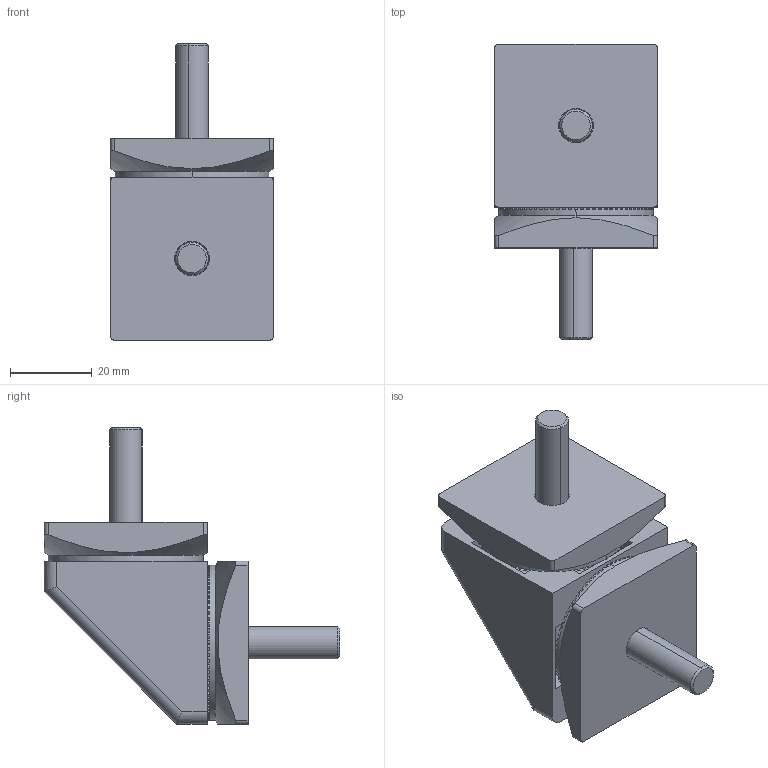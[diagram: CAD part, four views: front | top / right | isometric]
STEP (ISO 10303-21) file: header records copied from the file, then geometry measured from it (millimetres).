
FILE_DESCRIPTION (( 'STEP AP214' ), '1' );
FILE_NAME ('B162 Ïëàñòèêîâûé ïîâîðîòíûé òðåóãîëüíûé øàðíèð 40õ40.STEP', '2026-02-23T20:10:10', ( '' ), ( '' ), 'SwSTEP 2.0', 'SolidWorks 2026', '' );
FILE_SCHEMA (( 'AUTOMOTIVE_DESIGN' ));
Length unit declared in the file: millimetre
Products named in the file (5): B162 Пластиковый поворотный треугольный шарнир 40х40; B162 Соед.часть_00; B162 Винт с большей головкой_00; B162 Винт с меньшей головкой_00; B162 Угол_00
Assembly tree (5 placements, depth 2):
  B162 Пластиковый поворотный треугольный шарнир 40х40
    B162 Угол_00
    B162 Винт с меньшей головкой_00
    B162 Винт с большей головкой_00
    B162 Соед.часть_00  x2
Bounding box: 40 x 72.5 x 72.7 mm (x, y, z)
Volume: 61574 mm3; surface area: 24301.7 mm2
Topology: 5 solids, 5 shells, 777 faces, 2252 edges, 1496 vertices
Faces by surface type: plane 729, cylinder 40, cone 8
Entity records: 14420 total; most frequent: CARTESIAN_POINT 2621, DIRECTION 2474, ORIENTED_EDGE 2468, EDGE_CURVE 1234, LINE 836, VECTOR 836, AXIS2_PLACEMENT_3D 819, VERTEX_POINT 818
